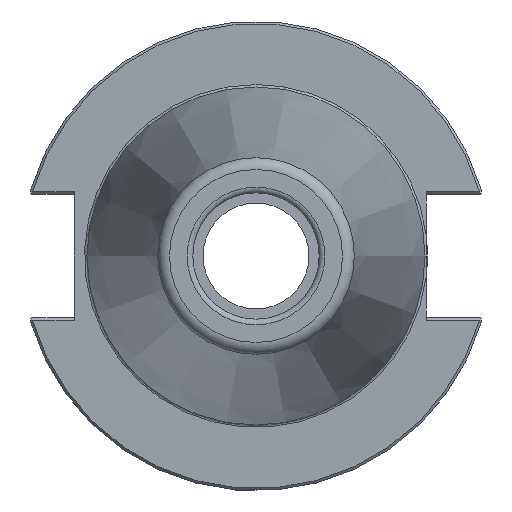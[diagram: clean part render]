
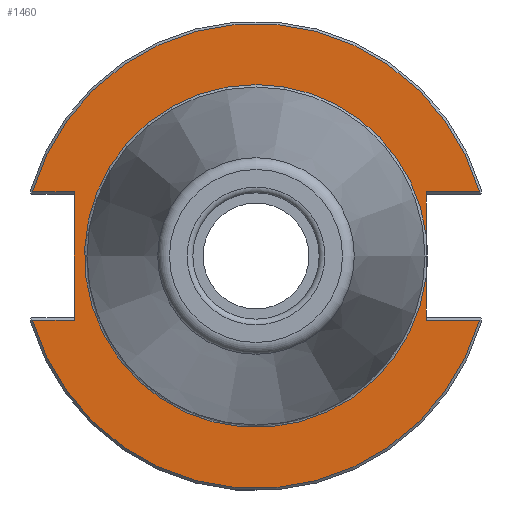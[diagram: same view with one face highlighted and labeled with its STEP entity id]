
A CAD part, left-side view. The second image highlights one B-rep face of the part: STEP entity #1460.
In plain terms, the highlighted planar face has unit normal (-1, 0, 0).
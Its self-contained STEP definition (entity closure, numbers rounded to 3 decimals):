
#105=LINE('',#2499,#183);
#108=LINE('',#2558,#186);
#109=LINE('',#2564,#187);
#110=LINE('',#2566,#188);
#111=LINE('',#2570,#189);
#112=LINE('',#2572,#190);
#113=LINE('',#2573,#191);
#183=VECTOR('',#1840,10.);
#186=VECTOR('',#1859,10.);
#187=VECTOR('',#1864,10.);
#188=VECTOR('',#1865,10.);
#189=VECTOR('',#1868,10.);
#190=VECTOR('',#1869,10.);
#191=VECTOR('',#1870,10.);
#299=FACE_OUTER_BOUND('',#379,.T.);
#379=EDGE_LOOP('',(#1075,#1076,#1077,#1078,#1079,#1080,#1081,#1082,#1083,
#1084,#1085));
#470=CIRCLE('',#1584,48.249);
#472=CIRCLE('',#1587,35.579);
#473=CIRCLE('',#1588,35.579);
#474=CIRCLE('',#1589,48.249);
#612=VERTEX_POINT('',#2496);
#613=VERTEX_POINT('',#2498);
#621=VERTEX_POINT('',#2545);
#624=VERTEX_POINT('',#2557);
#625=VERTEX_POINT('',#2559);
#626=VERTEX_POINT('',#2561);
#627=VERTEX_POINT('',#2563);
#628=VERTEX_POINT('',#2565);
#629=VERTEX_POINT('',#2567);
#630=VERTEX_POINT('',#2569);
#631=VERTEX_POINT('',#2571);
#790=EDGE_CURVE('',#612,#613,#105,.T.);
#802=EDGE_CURVE('',#613,#621,#470,.T.);
#806=EDGE_CURVE('',#612,#624,#108,.T.);
#807=EDGE_CURVE('',#624,#625,#472,.T.);
#808=EDGE_CURVE('',#625,#626,#473,.T.);
#809=EDGE_CURVE('',#626,#627,#109,.T.);
#810=EDGE_CURVE('',#628,#627,#110,.T.);
#811=EDGE_CURVE('',#629,#628,#474,.T.);
#812=EDGE_CURVE('',#630,#629,#111,.T.);
#813=EDGE_CURVE('',#630,#631,#112,.T.);
#814=EDGE_CURVE('',#621,#631,#113,.T.);
#1075=ORIENTED_EDGE('',*,*,#790,.F.);
#1076=ORIENTED_EDGE('',*,*,#806,.T.);
#1077=ORIENTED_EDGE('',*,*,#807,.T.);
#1078=ORIENTED_EDGE('',*,*,#808,.T.);
#1079=ORIENTED_EDGE('',*,*,#809,.T.);
#1080=ORIENTED_EDGE('',*,*,#810,.F.);
#1081=ORIENTED_EDGE('',*,*,#811,.F.);
#1082=ORIENTED_EDGE('',*,*,#812,.F.);
#1083=ORIENTED_EDGE('',*,*,#813,.T.);
#1084=ORIENTED_EDGE('',*,*,#814,.F.);
#1085=ORIENTED_EDGE('',*,*,#802,.F.);
#1415=PLANE('',#1586);
#1460=ADVANCED_FACE('',(#299),#1415,.T.);
#1584=AXIS2_PLACEMENT_3D('',#2546,#1853,#1854);
#1586=AXIS2_PLACEMENT_3D('',#2556,#1857,#1858);
#1587=AXIS2_PLACEMENT_3D('',#2560,#1860,#1861);
#1588=AXIS2_PLACEMENT_3D('',#2562,#1862,#1863);
#1589=AXIS2_PLACEMENT_3D('',#2568,#1866,#1867);
#1840=DIRECTION('',(0.,-1.,0.));
#1853=DIRECTION('center_axis',(1.,0.,0.));
#1854=DIRECTION('ref_axis',(0.,0.,-1.));
#1857=DIRECTION('center_axis',(-1.,0.,0.));
#1858=DIRECTION('ref_axis',(0.,0.,1.));
#1859=DIRECTION('',(0.,0.,1.));
#1860=DIRECTION('center_axis',(1.,0.,0.));
#1861=DIRECTION('ref_axis',(0.,0.,-1.));
#1862=DIRECTION('center_axis',(1.,0.,0.));
#1863=DIRECTION('ref_axis',(0.,0.,-1.));
#1864=DIRECTION('',(0.,0.,1.));
#1865=DIRECTION('',(0.,1.,0.));
#1866=DIRECTION('center_axis',(1.,0.,0.));
#1867=DIRECTION('ref_axis',(0.,0.,-1.));
#1868=DIRECTION('',(0.,1.,0.));
#1869=DIRECTION('',(0.,0.,-1.));
#1870=DIRECTION('',(0.,-1.,0.));
#2496=CARTESIAN_POINT('',(1.5,-35.3,-13.325));
#2498=CARTESIAN_POINT('',(1.5,-46.373,-13.325));
#2499=CARTESIAN_POINT('',(1.5,-13.707,-13.325));
#2545=CARTESIAN_POINT('',(1.5,46.373,-13.325));
#2546=CARTESIAN_POINT('Origin',(1.5,0.,0.));
#2556=CARTESIAN_POINT('Origin',(1.5,48.249,0.));
#2557=CARTESIAN_POINT('',(1.5,-35.3,-4.449));
#2558=CARTESIAN_POINT('',(1.5,-35.3,-6.413));
#2559=CARTESIAN_POINT('',(1.5,0.,35.579));
#2560=CARTESIAN_POINT('Origin',(1.5,0.,0.));
#2561=CARTESIAN_POINT('',(1.5,-35.3,4.449));
#2562=CARTESIAN_POINT('Origin',(1.5,0.,0.));
#2563=CARTESIAN_POINT('',(1.5,-35.3,13.325));
#2564=CARTESIAN_POINT('',(1.5,-35.3,-6.413));
#2565=CARTESIAN_POINT('',(1.5,-46.373,13.325));
#2566=CARTESIAN_POINT('',(1.5,6.475,13.325));
#2567=CARTESIAN_POINT('',(1.5,46.373,13.325));
#2568=CARTESIAN_POINT('Origin',(1.5,0.,0.));
#2569=CARTESIAN_POINT('',(1.5,37.7,13.325));
#2570=CARTESIAN_POINT('',(1.5,61.395,13.325));
#2571=CARTESIAN_POINT('',(1.5,37.7,-13.325));
#2572=CARTESIAN_POINT('',(1.5,37.7,6.413));
#2573=CARTESIAN_POINT('',(1.5,42.975,-13.325));
